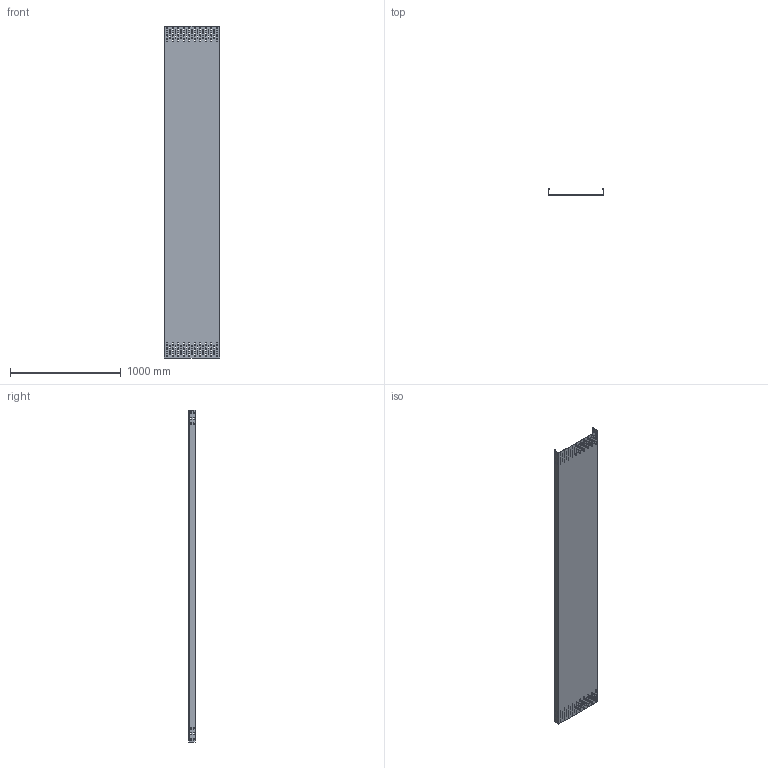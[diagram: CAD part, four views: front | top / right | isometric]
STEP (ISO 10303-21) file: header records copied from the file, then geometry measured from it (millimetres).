
FILE_DESCRIPTION(/* description */ (''),/* implementation_level */ '2;1');
FILE_NAME(/* name */ '6056989',/* time_stamp */ '2014-08-29T09:05:46+02:00',/* author */ (''),/* organization */ (''),/* preprocessor_version */ 'ST-DEVELOPER v15',/* originating_system */ '',/* authorisation */ '');
FILE_SCHEMA (('AUTOMOTIVE_DESIGN'));
Length unit declared in the file: millimetre
Products named in the file (1): Document
Bounding box: 500 x 61 x 3000 mm (x, y, z)
Volume: 1880715.3 mm3; surface area: 3850284.4 mm2
Topology: 1 solids, 1 shells, 498 faces, 1488 edges, 992 vertices
Faces by surface type: plane 250, bspline 248
Entity records: 19385 total; most frequent: CARTESIAN_POINT 10188, ORIENTED_EDGE 2976, EDGE_CURVE 1488, B_SPLINE_CURVE_WITH_KNOTS 992, VERTEX_POINT 992, EDGE_LOOP 738, ADVANCED_FACE 498, FACE_OUTER_BOUND 498
